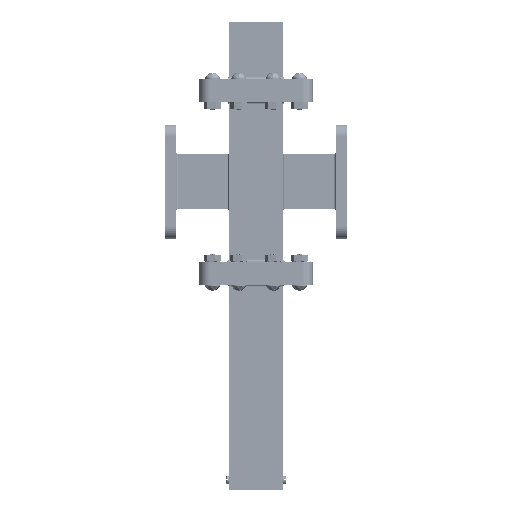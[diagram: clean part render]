
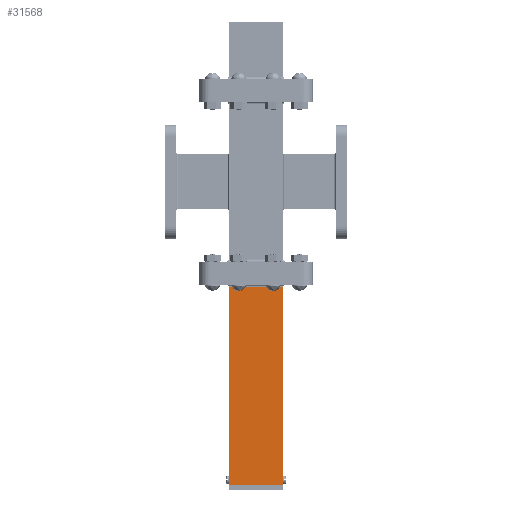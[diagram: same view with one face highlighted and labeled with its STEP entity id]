
A CAD part, front view. The second image highlights one B-rep face of the part: STEP entity #31568.
In plain terms, the highlighted planar face has unit normal (0, -1, 0).
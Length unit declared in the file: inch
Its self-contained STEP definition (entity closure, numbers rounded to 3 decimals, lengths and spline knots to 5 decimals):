
#5151 = EDGE_CURVE ( 'NONE', #23923, #50090, #13107, .T. ) ;
#5635 = CARTESIAN_POINT ( 'NONE',  ( 0.601, -0.2885, -4.65 ) ) ;
#6933 = ORIENTED_EDGE ( 'NONE', *, *, #5151, .T. ) ;
#9438 = CARTESIAN_POINT ( 'NONE',  ( 0., -0.2885, -4.65 ) ) ;
#10243 = DIRECTION ( 'NONE',  ( -1., 0., 0. ) ) ;
#13107 = LINE ( 'NONE', #9438, #46273 ) ;
#20124 = VECTOR ( 'NONE', #10243, 39.37008 ) ;
#22838 = ORIENTED_EDGE ( 'NONE', *, *, #52247, .F. ) ;
#22877 = FACE_OUTER_BOUND ( 'NONE', #37205, .T. ) ;
#23000 = DIRECTION ( 'NONE',  ( -1., 0., 0. ) ) ;
#23923 = VERTEX_POINT ( 'NONE', #41752 ) ;
#27023 = DIRECTION ( 'NONE',  ( 0., 0., 1. ) ) ;
#27159 = VERTEX_POINT ( 'NONE', #43875 ) ;
#27182 = CARTESIAN_POINT ( 'NONE',  ( 0., -0.2885, -0.3 ) ) ;
#27803 = CARTESIAN_POINT ( 'NONE',  ( -0.601, -0.2885, -0.3 ) ) ;
#28058 = AXIS2_PLACEMENT_3D ( 'NONE', #40250, #31748, #23000 ) ;
#29629 = LINE ( 'NONE', #27182, #20124 ) ;
#30759 = DIRECTION ( 'NONE',  ( 1., 0., 0. ) ) ;
#31012 = VECTOR ( 'NONE', #27023, 39.37008 ) ;
#31568 = ADVANCED_FACE ( 'NONE', ( #22877 ), #48943, .F. ) ;
#31722 = EDGE_CURVE ( 'NONE', #27159, #33601, #29629, .T. ) ;
#31748 = DIRECTION ( 'NONE',  ( 0., 1., 0. ) ) ;
#33601 = VERTEX_POINT ( 'NONE', #27803 ) ;
#35180 = CARTESIAN_POINT ( 'NONE',  ( -0.601, -0.2885, -4.75 ) ) ;
#35631 = CARTESIAN_POINT ( 'NONE',  ( 0.601, -0.2885, -4.75 ) ) ;
#36556 = VECTOR ( 'NONE', #53002, 39.37008 ) ;
#37161 = LINE ( 'NONE', #35631, #36556 ) ;
#37205 = EDGE_LOOP ( 'NONE', ( #38151, #50942, #22838, #6933 ) ) ;
#38151 = ORIENTED_EDGE ( 'NONE', *, *, #39563, .T. ) ;
#39563 = EDGE_CURVE ( 'NONE', #50090, #27159, #37161, .T. ) ;
#40250 = CARTESIAN_POINT ( 'NONE',  ( 0., -0.2885, -4.75 ) ) ;
#41752 = CARTESIAN_POINT ( 'NONE',  ( -0.601, -0.2885, -4.65 ) ) ;
#42496 = LINE ( 'NONE', #35180, #31012 ) ;
#43875 = CARTESIAN_POINT ( 'NONE',  ( 0.601, -0.2885, -0.3 ) ) ;
#46273 = VECTOR ( 'NONE', #30759, 39.37008 ) ;
#48943 = PLANE ( 'NONE',  #28058 ) ;
#50090 = VERTEX_POINT ( 'NONE', #5635 ) ;
#50942 = ORIENTED_EDGE ( 'NONE', *, *, #31722, .T. ) ;
#52247 = EDGE_CURVE ( 'NONE', #23923, #33601, #42496, .T. ) ;
#53002 = DIRECTION ( 'NONE',  ( 0., 0., 1. ) ) ;
